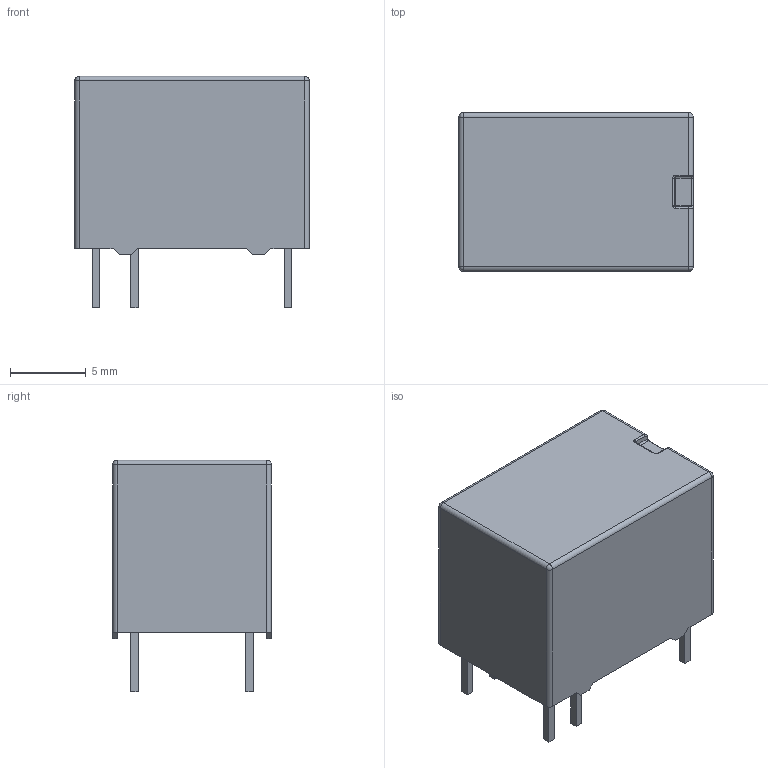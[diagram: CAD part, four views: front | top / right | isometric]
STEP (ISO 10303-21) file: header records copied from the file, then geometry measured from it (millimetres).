
FILE_DESCRIPTION (( 'STEP AP214' ), '1' );
FILE_NAME ('錨璃4.STEP', '2025-07-30T06:14:27', ( '' ), ( '' ), 'SwSTEP 2.0', 'SolidWorks 2021', '' );
FILE_SCHEMA (( 'AUTOMOTIVE_DESIGN' ));
Length unit declared in the file: millimetre
Products named in the file (1): 錨璃4
Bounding box: 15.5 x 10.5 x 15.3 mm (x, y, z)
Volume: 1844.3 mm3; surface area: 964.7 mm2
Topology: 1 solids, 1 shells, 316 faces, 843 edges, 548 vertices
Faces by surface type: plane 186, bspline 98, cylinder 20, sphere 6, torus 6
Entity records: 13709 total; most frequent: CARTESIAN_POINT 3008, ORIENTED_EDGE 1674, DIRECTION 1121, EDGE_CURVE 837, VECTOR 591, LINE 591, VERTEX_POINT 548, EDGE_LOOP 341
